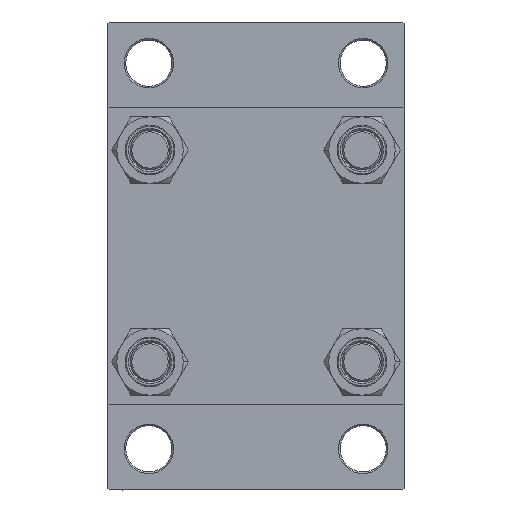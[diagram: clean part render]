
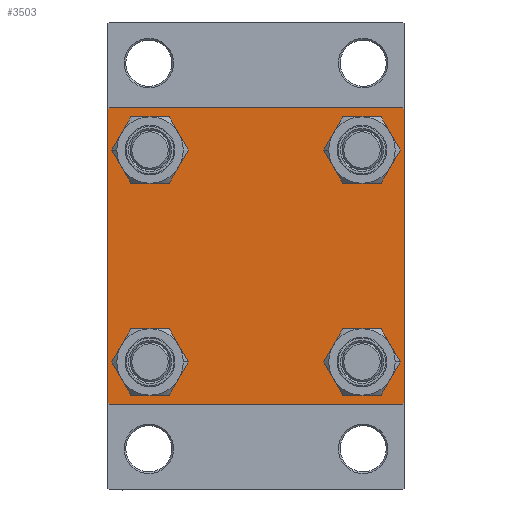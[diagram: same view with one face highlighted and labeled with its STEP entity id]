
A CAD part, left-side view. The second image highlights one B-rep face of the part: STEP entity #3503.
In plain terms, the highlighted planar face has unit normal (-1, 0, 0).
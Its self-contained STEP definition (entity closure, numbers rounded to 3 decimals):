
#100 = CARTESIAN_POINT ( 'NONE',  ( 0., 0., 0. ) ) ;
#111 = CARTESIAN_POINT ( 'NONE',  ( 0., -44.75, -44.75 ) ) ;
#209 = CIRCLE ( 'NONE', #10946, 6.5 ) ;
#346 = EDGE_CURVE ( 'NONE', #11965, #25936, #28815, .T. ) ;
#713 = DIRECTION ( 'NONE',  ( 1., 0., 0. ) ) ;
#794 = EDGE_LOOP ( 'NONE', ( #45101, #26500, #41602, #31419, #29674, #13273, #1043, #26026 ) ) ;
#1043 = ORIENTED_EDGE ( 'NONE', *, *, #45663, .F. ) ;
#1294 = DIRECTION ( 'NONE',  ( 0., 0., 1. ) ) ;
#2273 = EDGE_LOOP ( 'NONE', ( #34932, #20774 ) ) ;
#2319 = CARTESIAN_POINT ( 'NONE',  ( 0., 44.75, 44.75 ) ) ;
#2370 = VECTOR ( 'NONE', #42975, 1000. ) ;
#2585 = EDGE_CURVE ( 'NONE', #30529, #46282, #7805, .T. ) ;
#2647 = LINE ( 'NONE', #14604, #11753 ) ;
#2782 = CARTESIAN_POINT ( 'NONE',  ( 0., 32.15, -32.15 ) ) ;
#3213 = FACE_BOUND ( 'NONE', #19898, .T. ) ;
#3503 = ADVANCED_FACE ( 'NONE', ( #18074, #3213, #11106, #43270, #32244 ), #36326, .T. ) ;
#3744 = VERTEX_POINT ( 'NONE', #42022 ) ;
#3919 = DIRECTION ( 'NONE',  ( -1., 0., 0. ) ) ;
#3934 = CARTESIAN_POINT ( 'NONE',  ( 0., 44.5, 45. ) ) ;
#4192 = CARTESIAN_POINT ( 'NONE',  ( 0., 32.15, 25.65 ) ) ;
#4301 = EDGE_CURVE ( 'NONE', #14691, #5874, #22155, .T. ) ;
#4538 = DIRECTION ( 'NONE',  ( 0., 0., 1. ) ) ;
#4856 = CARTESIAN_POINT ( 'NONE',  ( 0., -45., 45. ) ) ;
#5036 = VERTEX_POINT ( 'NONE', #15784 ) ;
#5665 = AXIS2_PLACEMENT_3D ( 'NONE', #29762, #34330, #29992 ) ;
#5874 = VERTEX_POINT ( 'NONE', #44873 ) ;
#5992 = VERTEX_POINT ( 'NONE', #9559 ) ;
#6636 = LINE ( 'NONE', #2319, #32061 ) ;
#6756 = VECTOR ( 'NONE', #30512, 1000. ) ;
#6786 = EDGE_CURVE ( 'NONE', #3744, #17148, #7195, .T. ) ;
#7195 = CIRCLE ( 'NONE', #5665, 6.5 ) ;
#7805 = CIRCLE ( 'NONE', #38465, 6.5 ) ;
#8015 = DIRECTION ( 'NONE',  ( 0., 0., 1. ) ) ;
#9136 = EDGE_CURVE ( 'NONE', #26668, #16143, #11086, .T. ) ;
#9559 = CARTESIAN_POINT ( 'NONE',  ( 0., 32.15, 38.65 ) ) ;
#10313 = DIRECTION ( 'NONE',  ( 0., 0., 1. ) ) ;
#10525 = DIRECTION ( 'NONE',  ( 0., 0., -1. ) ) ;
#10946 = AXIS2_PLACEMENT_3D ( 'NONE', #34402, #41335, #1294 ) ;
#11086 = CIRCLE ( 'NONE', #43249, 6.5 ) ;
#11106 = FACE_BOUND ( 'NONE', #41663, .T. ) ;
#11416 = CARTESIAN_POINT ( 'NONE',  ( 0., -32.15, 38.65 ) ) ;
#11604 = DIRECTION ( 'NONE',  ( 1., 0., 0. ) ) ;
#11753 = VECTOR ( 'NONE', #28772, 1000. ) ;
#11965 = VERTEX_POINT ( 'NONE', #47334 ) ;
#12261 = LINE ( 'NONE', #4856, #6756 ) ;
#13273 = ORIENTED_EDGE ( 'NONE', *, *, #346, .T. ) ;
#14217 = DIRECTION ( 'NONE',  ( 0., 0., 1. ) ) ;
#14604 = CARTESIAN_POINT ( 'NONE',  ( 0., 44.75, -44.75 ) ) ;
#14691 = VERTEX_POINT ( 'NONE', #17913 ) ;
#15784 = CARTESIAN_POINT ( 'NONE',  ( 0., 44.5, -45. ) ) ;
#16143 = VERTEX_POINT ( 'NONE', #22981 ) ;
#16277 = AXIS2_PLACEMENT_3D ( 'NONE', #30193, #713, #4538 ) ;
#17096 = EDGE_CURVE ( 'NONE', #5036, #14691, #34515, .T. ) ;
#17148 = VERTEX_POINT ( 'NONE', #26808 ) ;
#17401 = DIRECTION ( 'NONE',  ( 1., 0., 0. ) ) ;
#17913 = CARTESIAN_POINT ( 'NONE',  ( 0., -44.5, -45. ) ) ;
#18074 = FACE_BOUND ( 'NONE', #2273, .T. ) ;
#18487 = VERTEX_POINT ( 'NONE', #4192 ) ;
#18544 = DIRECTION ( 'NONE',  ( 0., 0., 1. ) ) ;
#19898 = EDGE_LOOP ( 'NONE', ( #38810, #21660 ) ) ;
#20106 = ORIENTED_EDGE ( 'NONE', *, *, #34523, .T. ) ;
#20121 = CIRCLE ( 'NONE', #16277, 6.5 ) ;
#20734 = CIRCLE ( 'NONE', #26854, 6.5 ) ;
#20774 = ORIENTED_EDGE ( 'NONE', *, *, #41779, .T. ) ;
#20785 = EDGE_CURVE ( 'NONE', #37737, #22432, #43400, .T. ) ;
#20929 = DIRECTION ( 'NONE',  ( 0., -1., 0. ) ) ;
#21242 = DIRECTION ( 'NONE',  ( 0., 0.707, -0.707 ) ) ;
#21406 = VECTOR ( 'NONE', #10525, 1000. ) ;
#21660 = ORIENTED_EDGE ( 'NONE', *, *, #39311, .T. ) ;
#22155 = LINE ( 'NONE', #111, #46954 ) ;
#22432 = VERTEX_POINT ( 'NONE', #40424 ) ;
#22643 = CARTESIAN_POINT ( 'NONE',  ( 0., 45., 44.5 ) ) ;
#22981 = CARTESIAN_POINT ( 'NONE',  ( 0., 32.15, -25.65 ) ) ;
#23330 = AXIS2_PLACEMENT_3D ( 'NONE', #25178, #39822, #10313 ) ;
#23456 = CARTESIAN_POINT ( 'NONE',  ( 0., 45., -45. ) ) ;
#25000 = LINE ( 'NONE', #25465, #34041 ) ;
#25023 = CARTESIAN_POINT ( 'NONE',  ( 0., -32.15, 32.15 ) ) ;
#25178 = CARTESIAN_POINT ( 'NONE',  ( 0., 32.15, -32.15 ) ) ;
#25465 = CARTESIAN_POINT ( 'NONE',  ( 0., 45., 45. ) ) ;
#25657 = EDGE_CURVE ( 'NONE', #44590, #37737, #6636, .T. ) ;
#25742 = DIRECTION ( 'NONE',  ( 0., -0.707, 0.707 ) ) ;
#25936 = VERTEX_POINT ( 'NONE', #43441 ) ;
#26026 = ORIENTED_EDGE ( 'NONE', *, *, #25657, .T. ) ;
#26500 = ORIENTED_EDGE ( 'NONE', *, *, #44101, .T. ) ;
#26572 = DIRECTION ( 'NONE',  ( 0., -1., 0. ) ) ;
#26668 = VERTEX_POINT ( 'NONE', #35141 ) ;
#26808 = CARTESIAN_POINT ( 'NONE',  ( 0., -32.15, -38.65 ) ) ;
#26854 = AXIS2_PLACEMENT_3D ( 'NONE', #29856, #11604, #8015 ) ;
#27396 = EDGE_CURVE ( 'NONE', #11965, #5874, #12261, .T. ) ;
#27462 = CARTESIAN_POINT ( 'NONE',  ( 0., -32.15, 25.65 ) ) ;
#28274 = CARTESIAN_POINT ( 'NONE',  ( 0., 45., 45. ) ) ;
#28728 = EDGE_CURVE ( 'NONE', #5992, #18487, #47368, .T. ) ;
#28772 = DIRECTION ( 'NONE',  ( 0., -0.707, -0.707 ) ) ;
#28815 = LINE ( 'NONE', #36036, #2370 ) ;
#29229 = DIRECTION ( 'NONE',  ( 0., 0., 1. ) ) ;
#29674 = ORIENTED_EDGE ( 'NONE', *, *, #27396, .F. ) ;
#29699 = CARTESIAN_POINT ( 'NONE',  ( 0., 32.15, 32.15 ) ) ;
#29762 = CARTESIAN_POINT ( 'NONE',  ( 0., -32.15, -32.15 ) ) ;
#29856 = CARTESIAN_POINT ( 'NONE',  ( 0., 32.15, 32.15 ) ) ;
#29992 = DIRECTION ( 'NONE',  ( 0., 0., 1. ) ) ;
#30193 = CARTESIAN_POINT ( 'NONE',  ( 0., -32.15, -32.15 ) ) ;
#30512 = DIRECTION ( 'NONE',  ( 0., 0., -1. ) ) ;
#30529 = VERTEX_POINT ( 'NONE', #11416 ) ;
#30975 = CIRCLE ( 'NONE', #23330, 6.5 ) ;
#31298 = AXIS2_PLACEMENT_3D ( 'NONE', #29699, #36911, #29229 ) ;
#31419 = ORIENTED_EDGE ( 'NONE', *, *, #4301, .T. ) ;
#31746 = EDGE_LOOP ( 'NONE', ( #41202, #20106 ) ) ;
#32061 = VECTOR ( 'NONE', #21242, 1000. ) ;
#32244 = FACE_OUTER_BOUND ( 'NONE', #794, .T. ) ;
#32472 = DIRECTION ( 'NONE',  ( 1., 0., 0. ) ) ;
#34041 = VECTOR ( 'NONE', #20929, 1000. ) ;
#34330 = DIRECTION ( 'NONE',  ( 1., 0., 0. ) ) ;
#34402 = CARTESIAN_POINT ( 'NONE',  ( 0., -32.15, 32.15 ) ) ;
#34475 = ORIENTED_EDGE ( 'NONE', *, *, #9136, .T. ) ;
#34515 = LINE ( 'NONE', #23456, #44204 ) ;
#34523 = EDGE_CURVE ( 'NONE', #18487, #5992, #20734, .T. ) ;
#34932 = ORIENTED_EDGE ( 'NONE', *, *, #2585, .T. ) ;
#35141 = CARTESIAN_POINT ( 'NONE',  ( 0., 32.15, -38.65 ) ) ;
#36036 = CARTESIAN_POINT ( 'NONE',  ( 0., -44.75, 44.75 ) ) ;
#36326 = PLANE ( 'NONE',  #36968 ) ;
#36796 = ORIENTED_EDGE ( 'NONE', *, *, #46657, .T. ) ;
#36911 = DIRECTION ( 'NONE',  ( 1., 0., 0. ) ) ;
#36968 = AXIS2_PLACEMENT_3D ( 'NONE', #100, #3919, #18544 ) ;
#37737 = VERTEX_POINT ( 'NONE', #22643 ) ;
#38465 = AXIS2_PLACEMENT_3D ( 'NONE', #25023, #32472, #14217 ) ;
#38810 = ORIENTED_EDGE ( 'NONE', *, *, #6786, .T. ) ;
#39311 = EDGE_CURVE ( 'NONE', #17148, #3744, #20121, .T. ) ;
#39822 = DIRECTION ( 'NONE',  ( 1., 0., 0. ) ) ;
#40424 = CARTESIAN_POINT ( 'NONE',  ( 0., 45., -44.5 ) ) ;
#41202 = ORIENTED_EDGE ( 'NONE', *, *, #28728, .T. ) ;
#41335 = DIRECTION ( 'NONE',  ( 1., 0., 0. ) ) ;
#41602 = ORIENTED_EDGE ( 'NONE', *, *, #17096, .T. ) ;
#41663 = EDGE_LOOP ( 'NONE', ( #36796, #34475 ) ) ;
#41779 = EDGE_CURVE ( 'NONE', #46282, #30529, #209, .T. ) ;
#42022 = CARTESIAN_POINT ( 'NONE',  ( 0., -32.15, -25.65 ) ) ;
#42975 = DIRECTION ( 'NONE',  ( 0., 0.707, 0.707 ) ) ;
#43249 = AXIS2_PLACEMENT_3D ( 'NONE', #2782, #17401, #47151 ) ;
#43270 = FACE_BOUND ( 'NONE', #31746, .T. ) ;
#43400 = LINE ( 'NONE', #28274, #21406 ) ;
#43441 = CARTESIAN_POINT ( 'NONE',  ( 0., -44.5, 45. ) ) ;
#44101 = EDGE_CURVE ( 'NONE', #22432, #5036, #2647, .T. ) ;
#44204 = VECTOR ( 'NONE', #26572, 1000. ) ;
#44590 = VERTEX_POINT ( 'NONE', #3934 ) ;
#44873 = CARTESIAN_POINT ( 'NONE',  ( 0., -45., -44.5 ) ) ;
#45101 = ORIENTED_EDGE ( 'NONE', *, *, #20785, .T. ) ;
#45663 = EDGE_CURVE ( 'NONE', #44590, #25936, #25000, .T. ) ;
#46282 = VERTEX_POINT ( 'NONE', #27462 ) ;
#46657 = EDGE_CURVE ( 'NONE', #16143, #26668, #30975, .T. ) ;
#46954 = VECTOR ( 'NONE', #25742, 1000. ) ;
#47151 = DIRECTION ( 'NONE',  ( 0., 0., 1. ) ) ;
#47334 = CARTESIAN_POINT ( 'NONE',  ( 0., -45., 44.5 ) ) ;
#47368 = CIRCLE ( 'NONE', #31298, 6.5 ) ;
